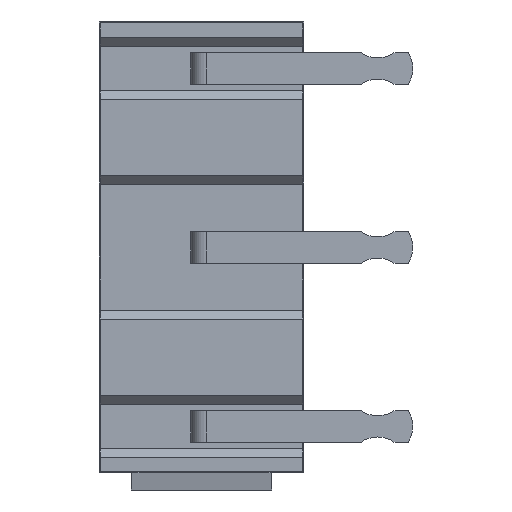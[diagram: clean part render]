
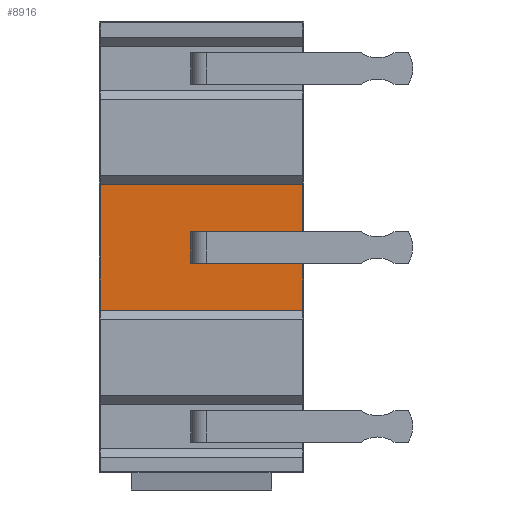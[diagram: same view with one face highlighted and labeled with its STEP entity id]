
A CAD part, front view. The second image highlights one B-rep face of the part: STEP entity #8916.
In plain terms, the highlighted planar face has unit normal (0, -1, 0).
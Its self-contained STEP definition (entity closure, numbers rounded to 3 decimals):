
#3685 = PLANE('',#3686);
#3686 = AXIS2_PLACEMENT_3D('',#3687,#3688,#3689);
#3687 = CARTESIAN_POINT('',(2.875,3.25,0.));
#3688 = DIRECTION('',(-1.,0.,0.));
#3689 = DIRECTION('',(0.,-1.,0.));
#3739 = PLANE('',#3740);
#3740 = AXIS2_PLACEMENT_3D('',#3741,#3742,#3743);
#3741 = CARTESIAN_POINT('',(-2.875,3.25,0.));
#3742 = DIRECTION('',(1.,0.,-0.));
#3743 = DIRECTION('',(0.,0.,1.));
#7578 = VERTEX_POINT('',#7579);
#7579 = CARTESIAN_POINT('',(-2.875,0.254,-1.778));
#7593 = PLANE('',#7594);
#7594 = AXIS2_PLACEMENT_3D('',#7595,#7596,#7597);
#7595 = CARTESIAN_POINT('',(2.9,0.,-2.032));
#7596 = DIRECTION('',(0.,0.707,-0.707)
  );
#7597 = DIRECTION('',(1.,0.,0.));
#7605 = EDGE_CURVE('',#7606,#7578,#7608,.T.);
#7606 = VERTEX_POINT('',#7607);
#7607 = CARTESIAN_POINT('',(-2.875,0.254,1.778));
#7608 = SURFACE_CURVE('',#7609,(#7613,#7620),.PCURVE_S1.);
#7609 = LINE('',#7610,#7611);
#7610 = CARTESIAN_POINT('',(-2.875,0.254,0.));
#7611 = VECTOR('',#7612,1.);
#7612 = DIRECTION('',(-0.,-0.,-1.));
#7613 = PCURVE('',#3739,#7614);
#7614 = DEFINITIONAL_REPRESENTATION('',(#7615),#7619);
#7615 = LINE('',#7616,#7617);
#7616 = CARTESIAN_POINT('',(0.,2.996));
#7617 = VECTOR('',#7618,1.);
#7618 = DIRECTION('',(-1.,0.));
#7619 = ( GEOMETRIC_REPRESENTATION_CONTEXT(2) 
PARAMETRIC_REPRESENTATION_CONTEXT() REPRESENTATION_CONTEXT('2D SPACE',''
  ) );
#7620 = PCURVE('',#7621,#7626);
#7621 = PLANE('',#7622);
#7622 = AXIS2_PLACEMENT_3D('',#7623,#7624,#7625);
#7623 = CARTESIAN_POINT('',(2.9,0.254,-1.778));
#7624 = DIRECTION('',(0.,1.,0.));
#7625 = DIRECTION('',(0.,0.,1.));
#7626 = DEFINITIONAL_REPRESENTATION('',(#7627),#7631);
#7627 = LINE('',#7628,#7629);
#7628 = CARTESIAN_POINT('',(1.778,-5.775));
#7629 = VECTOR('',#7630,1.);
#7630 = DIRECTION('',(-1.,0.));
#7631 = ( GEOMETRIC_REPRESENTATION_CONTEXT(2) 
PARAMETRIC_REPRESENTATION_CONTEXT() REPRESENTATION_CONTEXT('2D SPACE',''
  ) );
#7649 = PLANE('',#7650);
#7650 = AXIS2_PLACEMENT_3D('',#7651,#7652,#7653);
#7651 = CARTESIAN_POINT('',(2.9,0.254,1.778));
#7652 = DIRECTION('',(0.,0.707,0.707)
  );
#7653 = DIRECTION('',(-1.,0.,0.));
#8105 = VERTEX_POINT('',#8106);
#8106 = CARTESIAN_POINT('',(2.875,0.254,1.778));
#8127 = EDGE_CURVE('',#8128,#8105,#8130,.T.);
#8128 = VERTEX_POINT('',#8129);
#8129 = CARTESIAN_POINT('',(2.875,0.254,-1.778));
#8130 = SURFACE_CURVE('',#8131,(#8135,#8142),.PCURVE_S1.);
#8131 = LINE('',#8132,#8133);
#8132 = CARTESIAN_POINT('',(2.875,0.254,0.));
#8133 = VECTOR('',#8134,1.);
#8134 = DIRECTION('',(0.,0.,1.));
#8135 = PCURVE('',#3685,#8136);
#8136 = DEFINITIONAL_REPRESENTATION('',(#8137),#8141);
#8137 = LINE('',#8138,#8139);
#8138 = CARTESIAN_POINT('',(2.996,0.));
#8139 = VECTOR('',#8140,1.);
#8140 = DIRECTION('',(0.,1.));
#8141 = ( GEOMETRIC_REPRESENTATION_CONTEXT(2) 
PARAMETRIC_REPRESENTATION_CONTEXT() REPRESENTATION_CONTEXT('2D SPACE',''
  ) );
#8142 = PCURVE('',#7621,#8143);
#8143 = DEFINITIONAL_REPRESENTATION('',(#8144),#8148);
#8144 = LINE('',#8145,#8146);
#8145 = CARTESIAN_POINT('',(1.778,-0.025));
#8146 = VECTOR('',#8147,1.);
#8147 = DIRECTION('',(1.,0.));
#8148 = ( GEOMETRIC_REPRESENTATION_CONTEXT(2) 
PARAMETRIC_REPRESENTATION_CONTEXT() REPRESENTATION_CONTEXT('2D SPACE',''
  ) );
#8895 = EDGE_CURVE('',#7578,#8128,#8896,.T.);
#8896 = SURFACE_CURVE('',#8897,(#8901,#8908),.PCURVE_S1.);
#8897 = LINE('',#8898,#8899);
#8898 = CARTESIAN_POINT('',(2.9,0.254,-1.778));
#8899 = VECTOR('',#8900,1.);
#8900 = DIRECTION('',(1.,0.,0.));
#8901 = PCURVE('',#7593,#8902);
#8902 = DEFINITIONAL_REPRESENTATION('',(#8903),#8907);
#8903 = LINE('',#8904,#8905);
#8904 = CARTESIAN_POINT('',(0.,-0.359));
#8905 = VECTOR('',#8906,1.);
#8906 = DIRECTION('',(1.,0.));
#8907 = ( GEOMETRIC_REPRESENTATION_CONTEXT(2) 
PARAMETRIC_REPRESENTATION_CONTEXT() REPRESENTATION_CONTEXT('2D SPACE',''
  ) );
#8908 = PCURVE('',#7621,#8909);
#8909 = DEFINITIONAL_REPRESENTATION('',(#8910),#8914);
#8910 = LINE('',#8911,#8912);
#8911 = CARTESIAN_POINT('',(0.,0.));
#8912 = VECTOR('',#8913,1.);
#8913 = DIRECTION('',(0.,1.));
#8914 = ( GEOMETRIC_REPRESENTATION_CONTEXT(2) 
PARAMETRIC_REPRESENTATION_CONTEXT() REPRESENTATION_CONTEXT('2D SPACE',''
  ) );
#8916 = ADVANCED_FACE('',(#8917,#8943),#7621,.F.);
#8917 = FACE_BOUND('',#8918,.T.);
#8918 = EDGE_LOOP('',(#8919,#8920,#8921,#8942));
#8919 = ORIENTED_EDGE('',*,*,#8895,.T.);
#8920 = ORIENTED_EDGE('',*,*,#8127,.T.);
#8921 = ORIENTED_EDGE('',*,*,#8922,.F.);
#8922 = EDGE_CURVE('',#7606,#8105,#8923,.T.);
#8923 = SURFACE_CURVE('',#8924,(#8928,#8935),.PCURVE_S1.);
#8924 = LINE('',#8925,#8926);
#8925 = CARTESIAN_POINT('',(2.9,0.254,1.778));
#8926 = VECTOR('',#8927,1.);
#8927 = DIRECTION('',(1.,0.,0.));
#8928 = PCURVE('',#7621,#8929);
#8929 = DEFINITIONAL_REPRESENTATION('',(#8930),#8934);
#8930 = LINE('',#8931,#8932);
#8931 = CARTESIAN_POINT('',(3.556,0.));
#8932 = VECTOR('',#8933,1.);
#8933 = DIRECTION('',(0.,1.));
#8934 = ( GEOMETRIC_REPRESENTATION_CONTEXT(2) 
PARAMETRIC_REPRESENTATION_CONTEXT() REPRESENTATION_CONTEXT('2D SPACE',''
  ) );
#8935 = PCURVE('',#7649,#8936);
#8936 = DEFINITIONAL_REPRESENTATION('',(#8937),#8941);
#8937 = LINE('',#8938,#8939);
#8938 = CARTESIAN_POINT('',(0.,0.));
#8939 = VECTOR('',#8940,1.);
#8940 = DIRECTION('',(-1.,0.));
#8941 = ( GEOMETRIC_REPRESENTATION_CONTEXT(2) 
PARAMETRIC_REPRESENTATION_CONTEXT() REPRESENTATION_CONTEXT('2D SPACE',''
  ) );
#8942 = ORIENTED_EDGE('',*,*,#7605,.T.);
#8943 = FACE_BOUND('',#8944,.T.);
#8944 = EDGE_LOOP('',(#8945,#8975,#9003,#9031));
#8945 = ORIENTED_EDGE('',*,*,#8946,.F.);
#8946 = EDGE_CURVE('',#8947,#8949,#8951,.T.);
#8947 = VERTEX_POINT('',#8948);
#8948 = CARTESIAN_POINT('',(0.3,0.254,-0.45));
#8949 = VERTEX_POINT('',#8950);
#8950 = CARTESIAN_POINT('',(0.3,0.254,0.45));
#8951 = SURFACE_CURVE('',#8952,(#8956,#8963),.PCURVE_S1.);
#8952 = LINE('',#8953,#8954);
#8953 = CARTESIAN_POINT('',(0.3,0.254,-1.778));
#8954 = VECTOR('',#8955,1.);
#8955 = DIRECTION('',(0.,0.,1.));
#8956 = PCURVE('',#7621,#8957);
#8957 = DEFINITIONAL_REPRESENTATION('',(#8958),#8962);
#8958 = LINE('',#8959,#8960);
#8959 = CARTESIAN_POINT('',(0.,-2.6));
#8960 = VECTOR('',#8961,1.);
#8961 = DIRECTION('',(1.,0.));
#8962 = ( GEOMETRIC_REPRESENTATION_CONTEXT(2) 
PARAMETRIC_REPRESENTATION_CONTEXT() REPRESENTATION_CONTEXT('2D SPACE',''
  ) );
#8963 = PCURVE('',#8964,#8969);
#8964 = PLANE('',#8965);
#8965 = AXIS2_PLACEMENT_3D('',#8966,#8967,#8968);
#8966 = CARTESIAN_POINT('',(0.3,-1.05,0.));
#8967 = DIRECTION('',(-1.,0.,0.));
#8968 = DIRECTION('',(0.,-1.,0.));
#8969 = DEFINITIONAL_REPRESENTATION('',(#8970),#8974);
#8970 = LINE('',#8971,#8972);
#8971 = CARTESIAN_POINT('',(-1.304,-1.778));
#8972 = VECTOR('',#8973,1.);
#8973 = DIRECTION('',(0.,1.));
#8974 = ( GEOMETRIC_REPRESENTATION_CONTEXT(2) 
PARAMETRIC_REPRESENTATION_CONTEXT() REPRESENTATION_CONTEXT('2D SPACE',''
  ) );
#8975 = ORIENTED_EDGE('',*,*,#8976,.F.);
#8976 = EDGE_CURVE('',#8977,#8947,#8979,.T.);
#8977 = VERTEX_POINT('',#8978);
#8978 = CARTESIAN_POINT('',(-0.3,0.254,-0.45));
#8979 = SURFACE_CURVE('',#8980,(#8984,#8991),.PCURVE_S1.);
#8980 = LINE('',#8981,#8982);
#8981 = CARTESIAN_POINT('',(2.9,0.254,-0.45));
#8982 = VECTOR('',#8983,1.);
#8983 = DIRECTION('',(1.,0.,0.));
#8984 = PCURVE('',#7621,#8985);
#8985 = DEFINITIONAL_REPRESENTATION('',(#8986),#8990);
#8986 = LINE('',#8987,#8988);
#8987 = CARTESIAN_POINT('',(1.328,0.));
#8988 = VECTOR('',#8989,1.);
#8989 = DIRECTION('',(0.,1.));
#8990 = ( GEOMETRIC_REPRESENTATION_CONTEXT(2) 
PARAMETRIC_REPRESENTATION_CONTEXT() REPRESENTATION_CONTEXT('2D SPACE',''
  ) );
#8991 = PCURVE('',#8992,#8997);
#8992 = PLANE('',#8993);
#8993 = AXIS2_PLACEMENT_3D('',#8994,#8995,#8996);
#8994 = CARTESIAN_POINT('',(0.,-1.05,-0.45));
#8995 = DIRECTION('',(0.,0.,1.));
#8996 = DIRECTION('',(1.,0.,-0.));
#8997 = DEFINITIONAL_REPRESENTATION('',(#8998),#9002);
#8998 = LINE('',#8999,#9000);
#8999 = CARTESIAN_POINT('',(2.9,1.304));
#9000 = VECTOR('',#9001,1.);
#9001 = DIRECTION('',(1.,0.));
#9002 = ( GEOMETRIC_REPRESENTATION_CONTEXT(2) 
PARAMETRIC_REPRESENTATION_CONTEXT() REPRESENTATION_CONTEXT('2D SPACE',''
  ) );
#9003 = ORIENTED_EDGE('',*,*,#9004,.F.);
#9004 = EDGE_CURVE('',#9005,#8977,#9007,.T.);
#9005 = VERTEX_POINT('',#9006);
#9006 = CARTESIAN_POINT('',(-0.3,0.254,0.45));
#9007 = SURFACE_CURVE('',#9008,(#9012,#9019),.PCURVE_S1.);
#9008 = LINE('',#9009,#9010);
#9009 = CARTESIAN_POINT('',(-0.3,0.254,-1.778));
#9010 = VECTOR('',#9011,1.);
#9011 = DIRECTION('',(0.,0.,-1.));
#9012 = PCURVE('',#7621,#9013);
#9013 = DEFINITIONAL_REPRESENTATION('',(#9014),#9018);
#9014 = LINE('',#9015,#9016);
#9015 = CARTESIAN_POINT('',(0.,-3.2));
#9016 = VECTOR('',#9017,1.);
#9017 = DIRECTION('',(-1.,0.));
#9018 = ( GEOMETRIC_REPRESENTATION_CONTEXT(2) 
PARAMETRIC_REPRESENTATION_CONTEXT() REPRESENTATION_CONTEXT('2D SPACE',''
  ) );
#9019 = PCURVE('',#9020,#9025);
#9020 = PLANE('',#9021);
#9021 = AXIS2_PLACEMENT_3D('',#9022,#9023,#9024);
#9022 = CARTESIAN_POINT('',(-0.3,-1.05,0.));
#9023 = DIRECTION('',(1.,0.,-0.));
#9024 = DIRECTION('',(0.,0.,1.));
#9025 = DEFINITIONAL_REPRESENTATION('',(#9026),#9030);
#9026 = LINE('',#9027,#9028);
#9027 = CARTESIAN_POINT('',(-1.778,-1.304));
#9028 = VECTOR('',#9029,1.);
#9029 = DIRECTION('',(-1.,0.));
#9030 = ( GEOMETRIC_REPRESENTATION_CONTEXT(2) 
PARAMETRIC_REPRESENTATION_CONTEXT() REPRESENTATION_CONTEXT('2D SPACE',''
  ) );
#9031 = ORIENTED_EDGE('',*,*,#9032,.F.);
#9032 = EDGE_CURVE('',#8949,#9005,#9033,.T.);
#9033 = SURFACE_CURVE('',#9034,(#9038,#9045),.PCURVE_S1.);
#9034 = LINE('',#9035,#9036);
#9035 = CARTESIAN_POINT('',(2.9,0.254,0.45));
#9036 = VECTOR('',#9037,1.);
#9037 = DIRECTION('',(-1.,0.,0.));
#9038 = PCURVE('',#7621,#9039);
#9039 = DEFINITIONAL_REPRESENTATION('',(#9040),#9044);
#9040 = LINE('',#9041,#9042);
#9041 = CARTESIAN_POINT('',(2.228,0.));
#9042 = VECTOR('',#9043,1.);
#9043 = DIRECTION('',(0.,-1.));
#9044 = ( GEOMETRIC_REPRESENTATION_CONTEXT(2) 
PARAMETRIC_REPRESENTATION_CONTEXT() REPRESENTATION_CONTEXT('2D SPACE',''
  ) );
#9045 = PCURVE('',#9046,#9051);
#9046 = PLANE('',#9047);
#9047 = AXIS2_PLACEMENT_3D('',#9048,#9049,#9050);
#9048 = CARTESIAN_POINT('',(0.,-1.05,0.45));
#9049 = DIRECTION('',(0.,0.,-1.));
#9050 = DIRECTION('',(0.,1.,0.));
#9051 = DEFINITIONAL_REPRESENTATION('',(#9052),#9056);
#9052 = LINE('',#9053,#9054);
#9053 = CARTESIAN_POINT('',(1.304,2.9));
#9054 = VECTOR('',#9055,1.);
#9055 = DIRECTION('',(0.,-1.));
#9056 = ( GEOMETRIC_REPRESENTATION_CONTEXT(2) 
PARAMETRIC_REPRESENTATION_CONTEXT() REPRESENTATION_CONTEXT('2D SPACE',''
  ) );
